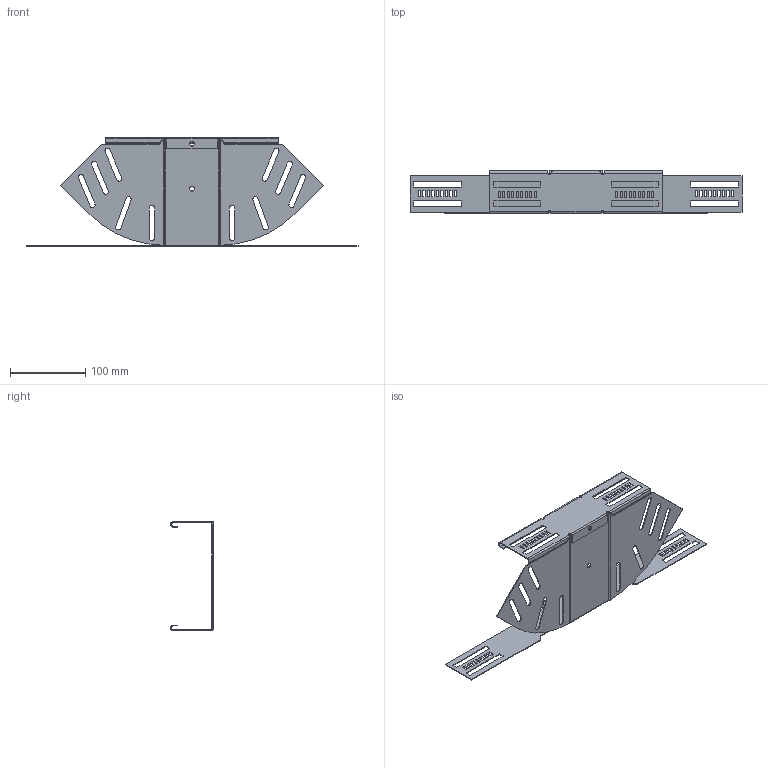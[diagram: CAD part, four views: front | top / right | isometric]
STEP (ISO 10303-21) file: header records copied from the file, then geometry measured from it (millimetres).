
FILE_DESCRIPTION (( 'STEP AP214' ), '1' );
FILE_NAME ('6037122.STEP', '2024-10-22T11:19:55', ( '' ), ( '' ), 'SwSTEP 2.0', 'SolidWorks 2024', '' );
FILE_SCHEMA (( 'AUTOMOTIVE_DESIGN' ));
Length unit declared in the file: millimetre
Products named in the file (3): 6037122; 167655_60x0°; 167753_150
Assembly tree (2 placements, depth 2):
  6037122
    167753_150
    167655_60x0°
Bounding box: 442 x 57 x 145 mm (x, y, z)
Volume: 72771.6 mm3; surface area: 143957.1 mm2
Topology: 2 solids, 2 shells, 406 faces, 1110 edges, 708 vertices
Faces by surface type: plane 290, cylinder 106, bspline 10
Entity records: 13212 total; most frequent: CARTESIAN_POINT 2597, ORIENTED_EDGE 2220, DIRECTION 2064, EDGE_CURVE 1110, LINE 878, VECTOR 878, VERTEX_POINT 708, AXIS2_PLACEMENT_3D 593
